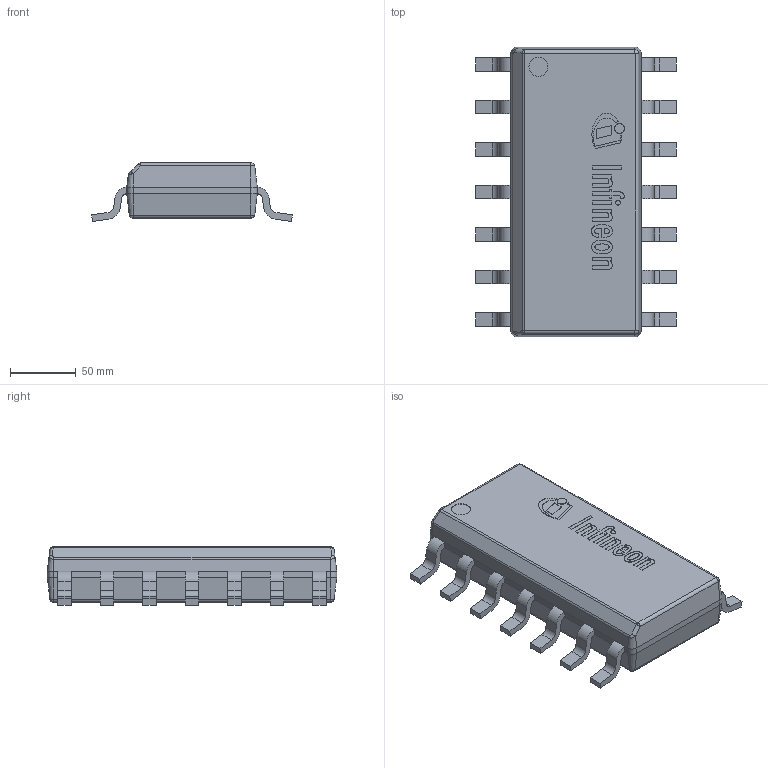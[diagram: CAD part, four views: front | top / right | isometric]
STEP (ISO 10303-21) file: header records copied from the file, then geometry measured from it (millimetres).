
FILE_DESCRIPTION(/* description */ (''),/* implementation_level */ '2;1');
FILE_NAME(/* name */ 'PG-DSO-14-49_Z8B00151849_V06_3D.stp',/* time_stamp */ '2023-08-22T13:00:13+06:00',/* author */ ('janartha'),/* organization */ (''),/* preprocessor_version */ 'ST-DEVELOPER v16.13',/* originating_system */ 'AutoCAD Mechanical',/* authorisation */ '');
FILE_SCHEMA (('AUTOMOTIVE_DESIGN { 1 0 10303 214 3 1 1 }'));
Length unit declared in the file: inch
Products named in the file (1): Product
Bounding box: 152.4 x 219.71 x 44.7 mm (x, y, z)
Volume: 906597 mm3; surface area: 85928.6 mm2
Topology: 28 solids, 28 shells, 452 faces, 1147 edges, 752 vertices
Faces by surface type: plane 245, cylinder 189, bspline 8, cone 8, sphere 2
Full cylindrical faces by diameter (mm): 3.622 x1, 7.472 x1, 14.478 x2
Entity records: 13740 total; most frequent: CARTESIAN_POINT 2460, DIRECTION 2423, ORIENTED_EDGE 2286, EDGE_CURVE 1143, AXIS2_PLACEMENT_3D 837, VERTEX_POINT 752, LINE 749, VECTOR 749
